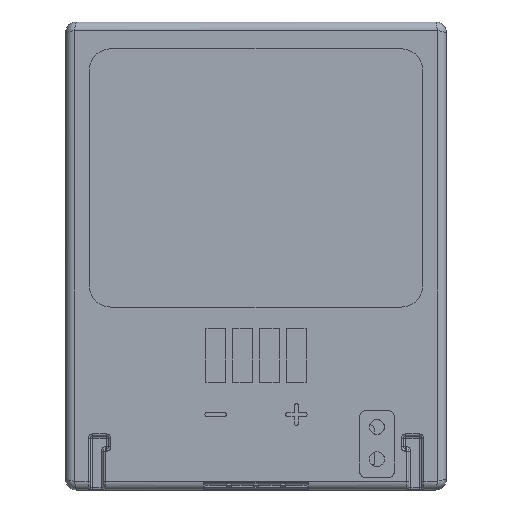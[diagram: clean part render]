
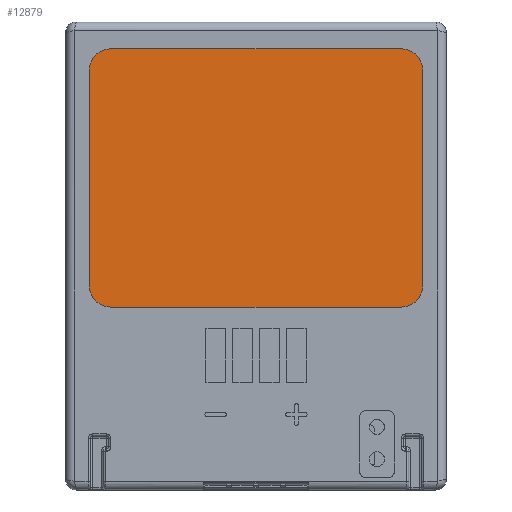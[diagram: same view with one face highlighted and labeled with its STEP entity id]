
A CAD part, top view. The second image highlights one B-rep face of the part: STEP entity #12879.
In plain terms, the highlighted planar face has unit normal (0, 0, 1).
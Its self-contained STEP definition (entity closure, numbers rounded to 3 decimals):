
#12778=CARTESIAN_POINT('',(15.5,-16.107,1.15));
#12779=VERTEX_POINT('',#12778);
#12780=CARTESIAN_POINT('',(15.5,3.893,1.15));
#12781=VERTEX_POINT('',#12780);
#12782=CARTESIAN_POINT('',(15.5,-16.107,1.15));
#12783=DIRECTION('',(0.0,1.0,0.0));
#12784=VECTOR('',#12783,20.);
#12785=LINE('',#12782,#12784);
#12786=EDGE_CURVE('',#12779,#12781,#12785,.T.);
#12813=CARTESIAN_POINT('',(-13.75,-18.157,1.15));
#12814=DIRECTION('',(0.0,0.0,1.0));
#12815=DIRECTION('',(1.0,0.0,0.0));
#12816=AXIS2_PLACEMENT_3D('',#12813,#12814,#12815);
#12817=PLANE('',#12816);
#12818=CARTESIAN_POINT('',(-15.5,3.893,1.15));
#12819=VERTEX_POINT('',#12818);
#12820=CARTESIAN_POINT('',(-15.5,-16.107,1.15));
#12821=VERTEX_POINT('',#12820);
#12822=CARTESIAN_POINT('',(-15.5,3.893,1.15));
#12823=DIRECTION('',(0.0,-1.0,0.0));
#12824=VECTOR('',#12823,20.);
#12825=LINE('',#12822,#12824);
#12826=EDGE_CURVE('',#12819,#12821,#12825,.T.);
#12827=ORIENTED_EDGE('',*,*,#12826,.T.);
#12828=CARTESIAN_POINT('',(-13.5,-18.107,1.15));
#12829=VERTEX_POINT('',#12828);
#12830=CARTESIAN_POINT('',(-13.5,-16.107,1.15));
#12831=DIRECTION('',(0.0,0.0,1.0));
#12832=DIRECTION('',(1.0,0.0,0.0));
#12833=AXIS2_PLACEMENT_3D('',#12830,#12831,#12832);
#12834=CIRCLE('',#12833,2.0);
#12835=EDGE_CURVE('',#12821,#12829,#12834,.T.);
#12836=ORIENTED_EDGE('',*,*,#12835,.T.);
#12837=CARTESIAN_POINT('',(13.5,-18.107,1.15));
#12838=VERTEX_POINT('',#12837);
#12839=CARTESIAN_POINT('',(-13.5,-18.107,1.15));
#12840=DIRECTION('',(1.0,0.0,0.0));
#12841=VECTOR('',#12840,27.0);
#12842=LINE('',#12839,#12841);
#12843=EDGE_CURVE('',#12829,#12838,#12842,.T.);
#12844=ORIENTED_EDGE('',*,*,#12843,.T.);
#12845=CARTESIAN_POINT('',(13.5,-16.107,1.15));
#12846=DIRECTION('',(0.,0.,1.0));
#12847=DIRECTION('',(-0.707,0.707,0.));
#12848=AXIS2_PLACEMENT_3D('',#12845,#12846,#12847);
#12849=CIRCLE('',#12848,2.0);
#12850=EDGE_CURVE('',#12838,#12779,#12849,.T.);
#12851=ORIENTED_EDGE('',*,*,#12850,.T.);
#12852=ORIENTED_EDGE('',*,*,#12786,.T.);
#12853=CARTESIAN_POINT('',(13.5,5.893,1.15));
#12854=VERTEX_POINT('',#12853);
#12855=CARTESIAN_POINT('',(13.5,3.893,1.15));
#12856=DIRECTION('',(0.,0.,1.0));
#12857=DIRECTION('',(-0.707,-0.707,0.));
#12858=AXIS2_PLACEMENT_3D('',#12855,#12856,#12857);
#12859=CIRCLE('',#12858,2.0);
#12860=EDGE_CURVE('',#12781,#12854,#12859,.T.);
#12861=ORIENTED_EDGE('',*,*,#12860,.T.);
#12862=CARTESIAN_POINT('',(-13.5,5.893,1.15));
#12863=VERTEX_POINT('',#12862);
#12864=CARTESIAN_POINT('',(-13.5,5.893,1.15));
#12865=DIRECTION('',(1.0,0.0,0.0));
#12866=VECTOR('',#12865,27.0);
#12867=LINE('',#12864,#12866);
#12868=EDGE_CURVE('',#12854,#12863,#12867,.F.);
#12869=ORIENTED_EDGE('',*,*,#12868,.T.);
#12870=CARTESIAN_POINT('',(-13.5,3.893,1.15));
#12871=DIRECTION('',(0.0,0.0,1.0));
#12872=DIRECTION('',(1.0,0.0,0.0));
#12873=AXIS2_PLACEMENT_3D('',#12870,#12871,#12872);
#12874=CIRCLE('',#12873,2.0);
#12875=EDGE_CURVE('',#12863,#12819,#12874,.T.);
#12876=ORIENTED_EDGE('',*,*,#12875,.T.);
#12877=EDGE_LOOP('',(#12827,#12836,#12844,#12851,#12852,#12861,#12869,#12876));
#12878=FACE_OUTER_BOUND('',#12877,.T.);
#12879=ADVANCED_FACE('',(#12878),#12817,.T.);
